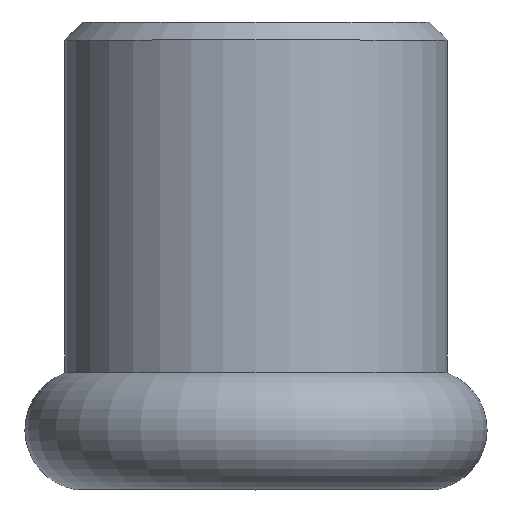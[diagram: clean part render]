
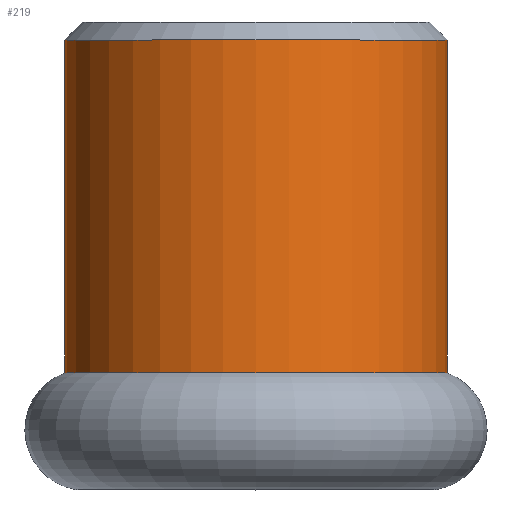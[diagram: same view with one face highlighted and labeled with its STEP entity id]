
A CAD part, top view. The second image highlights one B-rep face of the part: STEP entity #219.
In plain terms, the highlighted cylindrical face has radius 10.65 mm (diameter 21.3 mm), a full revolution.
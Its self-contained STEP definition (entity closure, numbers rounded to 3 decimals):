
#21=LINE('',#428,#26);
#26=VECTOR('',#354,10.65);
#30=CYLINDRICAL_SURFACE('',#275,10.65);
#40=FACE_OUTER_BOUND('',#52,.T.);
#52=EDGE_LOOP('',(#182,#183,#184,#185,#186,#187));
#56=CIRCLE('',#244,10.65);
#57=CIRCLE('',#245,10.65);
#78=CIRCLE('',#272,10.65);
#79=CIRCLE('',#273,10.65);
#84=VERTEX_POINT('',#372);
#85=VERTEX_POINT('',#373);
#103=VERTEX_POINT('',#421);
#104=VERTEX_POINT('',#423);
#107=EDGE_CURVE('',#84,#85,#56,.T.);
#108=EDGE_CURVE('',#85,#84,#57,.T.);
#132=EDGE_CURVE('',#103,#104,#78,.T.);
#133=EDGE_CURVE('',#104,#103,#79,.T.);
#134=EDGE_CURVE('',#103,#85,#21,.T.);
#182=ORIENTED_EDGE('',*,*,#133,.F.);
#183=ORIENTED_EDGE('',*,*,#132,.F.);
#184=ORIENTED_EDGE('',*,*,#134,.T.);
#185=ORIENTED_EDGE('',*,*,#108,.T.);
#186=ORIENTED_EDGE('',*,*,#107,.T.);
#187=ORIENTED_EDGE('',*,*,#134,.F.);
#219=ADVANCED_FACE('',(#40),#30,.T.);
#244=AXIS2_PLACEMENT_3D('',#374,#287,#288);
#245=AXIS2_PLACEMENT_3D('',#375,#289,#290);
#272=AXIS2_PLACEMENT_3D('',#424,#346,#347);
#273=AXIS2_PLACEMENT_3D('',#425,#348,#349);
#275=AXIS2_PLACEMENT_3D('',#427,#352,#353);
#287=DIRECTION('center_axis',(0.,1.,0.));
#288=DIRECTION('ref_axis',(0.,0.,1.));
#289=DIRECTION('center_axis',(0.,1.,0.));
#290=DIRECTION('ref_axis',(0.,0.,1.));
#346=DIRECTION('center_axis',(0.,1.,0.));
#347=DIRECTION('ref_axis',(1.,0.,0.));
#348=DIRECTION('center_axis',(0.,1.,0.));
#349=DIRECTION('ref_axis',(1.,0.,0.));
#352=DIRECTION('center_axis',(0.,1.,0.));
#353=DIRECTION('ref_axis',(0.,0.,1.));
#354=DIRECTION('',(0.,-1.,0.));
#372=CARTESIAN_POINT('',(0.,6.489,10.65));
#373=CARTESIAN_POINT('',(0.,6.489,-10.65));
#374=CARTESIAN_POINT('Origin',(0.,6.489,0.));
#375=CARTESIAN_POINT('Origin',(0.,6.489,0.));
#421=CARTESIAN_POINT('',(0.,25.,-10.65));
#423=CARTESIAN_POINT('',(0.,25.,10.65));
#424=CARTESIAN_POINT('Origin',(0.,25.,0.));
#425=CARTESIAN_POINT('Origin',(0.,25.,0.));
#427=CARTESIAN_POINT('Origin',(0.,13.244,0.));
#428=CARTESIAN_POINT('',(0.,13.244,-10.65));
